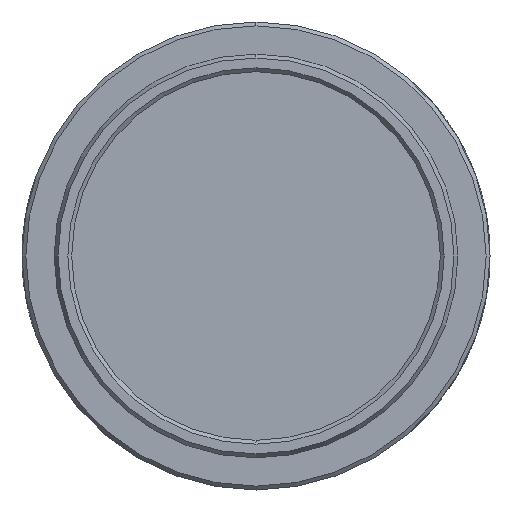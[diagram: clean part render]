
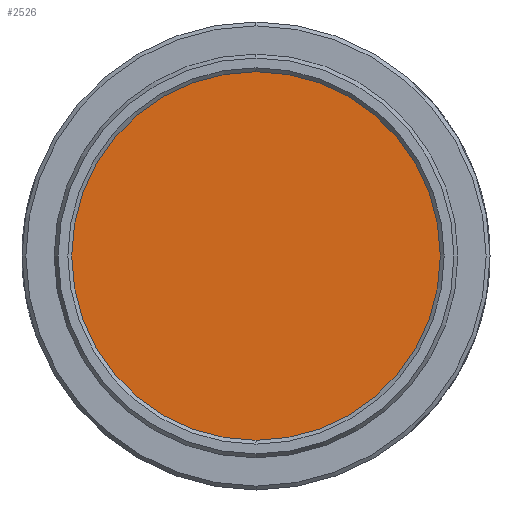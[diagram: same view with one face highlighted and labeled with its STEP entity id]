
A CAD part, left-side view. The second image highlights one B-rep face of the part: STEP entity #2526.
In plain terms, the highlighted planar face has unit normal (-1, 0, 0).
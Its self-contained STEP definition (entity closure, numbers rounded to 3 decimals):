
#88 = EDGE_LOOP ( 'NONE', ( #1966, #2843 ) ) ;
#445 = PLANE ( 'NONE',  #7592 ) ;
#1544 = CIRCLE ( 'NONE', #2926, 12.7 ) ;
#1966 = ORIENTED_EDGE ( 'NONE', *, *, #7778, .F. ) ;
#2050 = FACE_OUTER_BOUND ( 'NONE', #88, .T. ) ;
#2093 = DIRECTION ( 'NONE',  ( 0., -0.896, 0.443 ) ) ;
#2102 = DIRECTION ( 'NONE',  ( 1., 0., 0. ) ) ;
#2430 = CARTESIAN_POINT ( 'NONE',  ( -7.62, 11.384, -5.629 ) ) ;
#2432 = VERTEX_POINT ( 'NONE', #2430 ) ;
#2526 = ADVANCED_FACE ( 'NONE', ( #2050 ), #445, .F. ) ;
#2843 = ORIENTED_EDGE ( 'NONE', *, *, #7189, .F. ) ;
#2926 = AXIS2_PLACEMENT_3D ( 'NONE', #4784, #2102, #3508 ) ;
#3508 = DIRECTION ( 'NONE',  ( 0., -0.896, 0.443 ) ) ;
#4482 = DIRECTION ( 'NONE',  ( 0., -0.896, 0.443 ) ) ;
#4494 = AXIS2_PLACEMENT_3D ( 'NONE', #6768, #6800, #4482 ) ;
#4784 = CARTESIAN_POINT ( 'NONE',  ( -7.62, 0., 0. ) ) ;
#4983 = CARTESIAN_POINT ( 'NONE',  ( -7.62, -11.384, 5.629 ) ) ;
#5795 = CARTESIAN_POINT ( 'NONE',  ( -7.62, 0., 0. ) ) ;
#6590 = DIRECTION ( 'NONE',  ( 1., 0., 0. ) ) ;
#6684 = CIRCLE ( 'NONE', #4494, 12.7 ) ;
#6768 = CARTESIAN_POINT ( 'NONE',  ( -7.62, 0., 0. ) ) ;
#6800 = DIRECTION ( 'NONE',  ( 1., 0., 0. ) ) ;
#7189 = EDGE_CURVE ( 'NONE', #2432, #9046, #1544, .T. ) ;
#7592 = AXIS2_PLACEMENT_3D ( 'NONE', #5795, #6590, #2093 ) ;
#7778 = EDGE_CURVE ( 'NONE', #9046, #2432, #6684, .T. ) ;
#9046 = VERTEX_POINT ( 'NONE', #4983 ) ;
